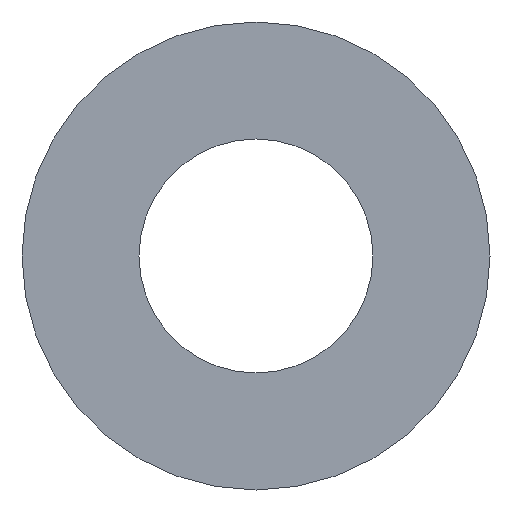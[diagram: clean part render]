
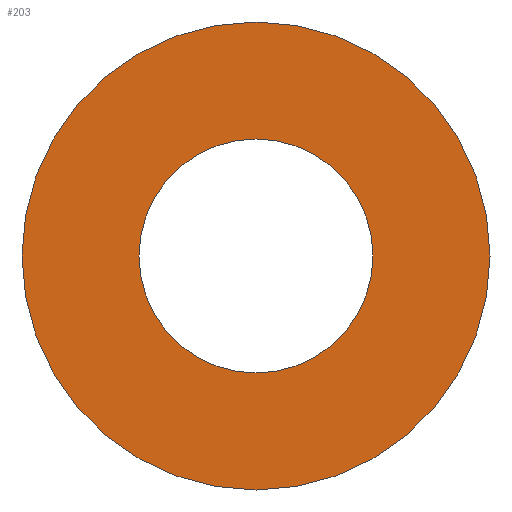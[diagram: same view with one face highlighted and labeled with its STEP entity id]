
A CAD part, front view. The second image highlights one B-rep face of the part: STEP entity #203.
In plain terms, the highlighted planar face has unit normal (0, -1, 0).
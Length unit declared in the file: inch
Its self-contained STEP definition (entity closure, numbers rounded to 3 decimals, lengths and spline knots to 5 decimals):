
#114=CARTESIAN_POINT('',(0.,-40.,0.));
#115=DIRECTION('',(0.,1.,0.));
#116=DIRECTION('',(1.,0.,0.));
#117=AXIS2_PLACEMENT_3D('',#114,#115,#116);
#119=CARTESIAN_POINT('',(0.,-40.,0.));
#120=DIRECTION('',(0.,1.,0.));
#121=DIRECTION('',(-1.,0.,0.));
#122=AXIS2_PLACEMENT_3D('',#119,#120,#121);
#124=CARTESIAN_POINT('',(0.,-40.,0.));
#125=DIRECTION('',(0.,-1.,0.));
#126=DIRECTION('',(1.,0.,0.));
#127=AXIS2_PLACEMENT_3D('',#124,#125,#126);
#129=CARTESIAN_POINT('',(0.,-40.,0.));
#130=DIRECTION('',(0.,-1.,0.));
#131=DIRECTION('',(-1.,0.,0.));
#132=AXIS2_PLACEMENT_3D('',#129,#130,#131);
#170=CARTESIAN_POINT('',(11.,-40.,0.));
#171=CARTESIAN_POINT('',(-11.,-40.,0.));
#172=VERTEX_POINT('',#170);
#173=VERTEX_POINT('',#171);
#174=CARTESIAN_POINT('',(5.5,-40.,0.));
#175=CARTESIAN_POINT('',(-5.5,-40.,0.));
#176=VERTEX_POINT('',#174);
#177=VERTEX_POINT('',#175);
#186=CARTESIAN_POINT('',(0.,-40.,0.));
#187=DIRECTION('',(0.,1.,0.));
#188=DIRECTION('',(1.,0.,0.));
#189=AXIS2_PLACEMENT_3D('',#186,#187,#188);
#190=PLANE('',#189);
#192=ORIENTED_EDGE('',*,*,#191,.T.);
#194=ORIENTED_EDGE('',*,*,#193,.T.);
#195=EDGE_LOOP('',(#192,#194));
#196=FACE_OUTER_BOUND('',#195,.F.);
#198=ORIENTED_EDGE('',*,*,#197,.T.);
#200=ORIENTED_EDGE('',*,*,#199,.T.);
#201=EDGE_LOOP('',(#198,#200));
#202=FACE_BOUND('',#201,.F.);
#118=CIRCLE('',#117,11.);
#123=CIRCLE('',#122,11.);
#128=CIRCLE('',#127,5.5);
#133=CIRCLE('',#132,5.5);
#191=EDGE_CURVE('',#172,#173,#118,.T.);
#193=EDGE_CURVE('',#173,#172,#123,.T.);
#197=EDGE_CURVE('',#176,#177,#128,.T.);
#199=EDGE_CURVE('',#177,#176,#133,.T.);
#203=ADVANCED_FACE('',(#196,#202),#190,.F.);
